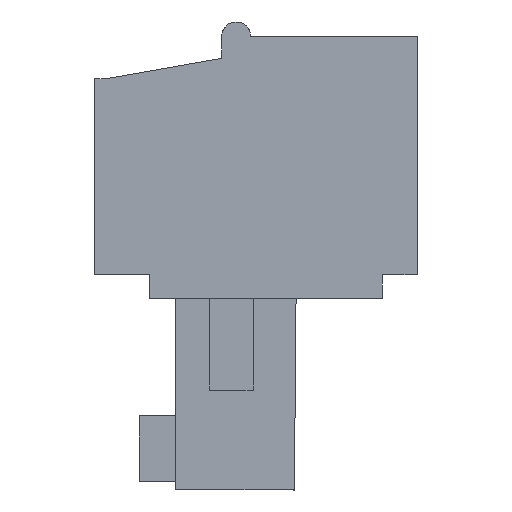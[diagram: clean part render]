
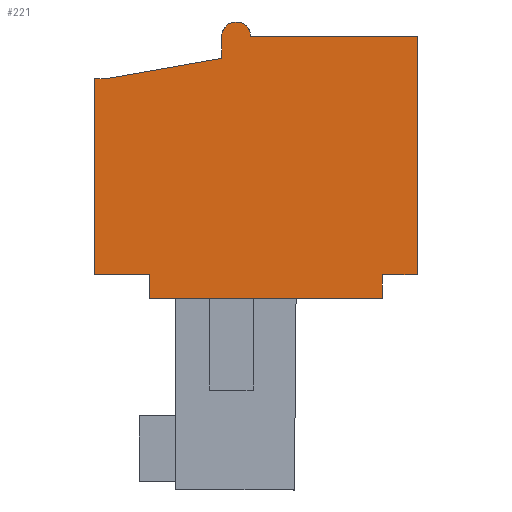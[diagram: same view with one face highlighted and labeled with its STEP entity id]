
A CAD part, left-side view. The second image highlights one B-rep face of the part: STEP entity #221.
In plain terms, the highlighted planar face has unit normal (-1, 0, 0).
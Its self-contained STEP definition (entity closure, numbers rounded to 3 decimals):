
#137=AXIS2_PLACEMENT_3D('Plane Axis2P3D',#134,#135,#136) ;
#155=AXIS2_PLACEMENT_3D('Circle Axis2P3D',#153,#154,$) ;
#40=CARTESIAN_POINT('Vertex',(0.,1.2,7.4)) ;
#45=CARTESIAN_POINT('Line Origine',(0.,1.2,7.)) ;
#49=CARTESIAN_POINT('Vertex',(0.,1.2,6.6)) ;
#103=CARTESIAN_POINT('Vertex',(0.,0.,7.4)) ;
#106=CARTESIAN_POINT('Line Origine',(0.,0.6,7.4)) ;
#134=CARTESIAN_POINT('Axis2P3D Location',(0.,0.,0.)) ;
#139=CARTESIAN_POINT('Line Origine',(0.,0.,11.5)) ;
#143=CARTESIAN_POINT('Vertex',(0.,0.,15.6)) ;
#146=CARTESIAN_POINT('Line Origine',(0.,2.865,15.6)) ;
#150=CARTESIAN_POINT('Vertex',(0.,5.73,15.6)) ;
#153=CARTESIAN_POINT('Axis2P3D Location',(0.,6.23,15.6)) ;
#157=CARTESIAN_POINT('Vertex',(0.,6.73,15.6)) ;
#160=CARTESIAN_POINT('Line Origine',(0.,6.73,15.225)) ;
#164=CARTESIAN_POINT('Vertex',(0.,6.73,14.85)) ;
#167=CARTESIAN_POINT('Line Origine',(0.,8.715,14.5)) ;
#171=CARTESIAN_POINT('Vertex',(0.,10.7,14.15)) ;
#174=CARTESIAN_POINT('Line Origine',(0.,10.9,14.15)) ;
#178=CARTESIAN_POINT('Vertex',(0.,11.1,14.15)) ;
#181=CARTESIAN_POINT('Line Origine',(0.,11.1,10.775)) ;
#185=CARTESIAN_POINT('Vertex',(0.,11.1,7.4)) ;
#188=CARTESIAN_POINT('Line Origine',(0.,10.15,7.4)) ;
#192=CARTESIAN_POINT('Vertex',(0.,9.2,7.4)) ;
#195=CARTESIAN_POINT('Line Origine',(0.,9.2,7.)) ;
#199=CARTESIAN_POINT('Vertex',(0.,9.2,6.6)) ;
#202=CARTESIAN_POINT('Line Origine',(0.,5.2,6.6)) ;
#46=DIRECTION('Vector Direction',(0.,0.,-1.)) ;
#107=DIRECTION('Vector Direction',(0.,1.,0.)) ;
#135=DIRECTION('Axis2P3D Direction',(-1.,0.,0.)) ;
#136=DIRECTION('Axis2P3D XDirection',(0.,0.,1.)) ;
#140=DIRECTION('Vector Direction',(0.,0.,-1.)) ;
#147=DIRECTION('Vector Direction',(0.,-1.,0.)) ;
#154=DIRECTION('Axis2P3D Direction',(-1.,0.,0.)) ;
#161=DIRECTION('Vector Direction',(0.,0.,1.)) ;
#168=DIRECTION('Vector Direction',(0.,-0.985,0.174)) ;
#175=DIRECTION('Vector Direction',(0.,-1.,0.)) ;
#182=DIRECTION('Vector Direction',(0.,0.,1.)) ;
#189=DIRECTION('Vector Direction',(0.,1.,0.)) ;
#196=DIRECTION('Vector Direction',(0.,0.,1.)) ;
#203=DIRECTION('Vector Direction',(0.,1.,0.)) ;
#47=VECTOR('Line Direction',#46,1.) ;
#108=VECTOR('Line Direction',#107,1.) ;
#141=VECTOR('Line Direction',#140,1.) ;
#148=VECTOR('Line Direction',#147,1.) ;
#162=VECTOR('Line Direction',#161,1.) ;
#169=VECTOR('Line Direction',#168,1.) ;
#176=VECTOR('Line Direction',#175,1.) ;
#183=VECTOR('Line Direction',#182,1.) ;
#190=VECTOR('Line Direction',#189,1.) ;
#197=VECTOR('Line Direction',#196,1.) ;
#204=VECTOR('Line Direction',#203,1.) ;
#208=ORIENTED_EDGE('',*,*,#145,.T.) ;
#209=ORIENTED_EDGE('',*,*,#152,.T.) ;
#210=ORIENTED_EDGE('',*,*,#159,.T.) ;
#211=ORIENTED_EDGE('',*,*,#166,.T.) ;
#212=ORIENTED_EDGE('',*,*,#173,.T.) ;
#213=ORIENTED_EDGE('',*,*,#180,.T.) ;
#214=ORIENTED_EDGE('',*,*,#187,.T.) ;
#215=ORIENTED_EDGE('',*,*,#194,.T.) ;
#216=ORIENTED_EDGE('',*,*,#201,.T.) ;
#217=ORIENTED_EDGE('',*,*,#206,.T.) ;
#218=ORIENTED_EDGE('',*,*,#51,.T.) ;
#219=ORIENTED_EDGE('',*,*,#110,.T.) ;
#221=ADVANCED_FACE('HOUSING',(#220),#138,.T.) ;
#156=CIRCLE('generated circle',#155,0.5) ;
#51=EDGE_CURVE('',#50,#41,#48,.F.) ;
#110=EDGE_CURVE('',#41,#104,#109,.F.) ;
#145=EDGE_CURVE('',#104,#144,#142,.F.) ;
#152=EDGE_CURVE('',#144,#151,#149,.F.) ;
#159=EDGE_CURVE('',#151,#158,#156,.T.) ;
#166=EDGE_CURVE('',#158,#165,#163,.F.) ;
#173=EDGE_CURVE('',#165,#172,#170,.F.) ;
#180=EDGE_CURVE('',#172,#179,#177,.F.) ;
#187=EDGE_CURVE('',#179,#186,#184,.F.) ;
#194=EDGE_CURVE('',#186,#193,#191,.F.) ;
#201=EDGE_CURVE('',#193,#200,#198,.F.) ;
#206=EDGE_CURVE('',#200,#50,#205,.F.) ;
#207=EDGE_LOOP('',(#208,#209,#210,#211,#212,#213,#214,#215,#216,#217,#218,#219)) ;
#220=FACE_OUTER_BOUND('',#207,.T.) ;
#48=LINE('Line',#45,#47) ;
#109=LINE('Line',#106,#108) ;
#142=LINE('Line',#139,#141) ;
#149=LINE('Line',#146,#148) ;
#163=LINE('Line',#160,#162) ;
#170=LINE('Line',#167,#169) ;
#177=LINE('Line',#174,#176) ;
#184=LINE('Line',#181,#183) ;
#191=LINE('Line',#188,#190) ;
#198=LINE('Line',#195,#197) ;
#205=LINE('Line',#202,#204) ;
#138=PLANE('',#137) ;
#41=VERTEX_POINT('',#40) ;
#50=VERTEX_POINT('',#49) ;
#104=VERTEX_POINT('',#103) ;
#144=VERTEX_POINT('',#143) ;
#151=VERTEX_POINT('',#150) ;
#158=VERTEX_POINT('',#157) ;
#165=VERTEX_POINT('',#164) ;
#172=VERTEX_POINT('',#171) ;
#179=VERTEX_POINT('',#178) ;
#186=VERTEX_POINT('',#185) ;
#193=VERTEX_POINT('',#192) ;
#200=VERTEX_POINT('',#199) ;
